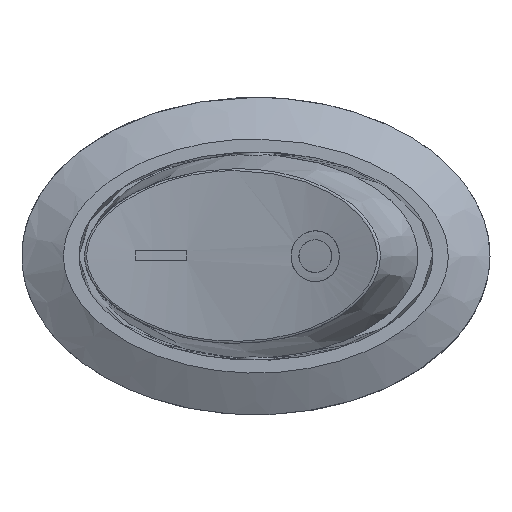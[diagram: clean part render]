
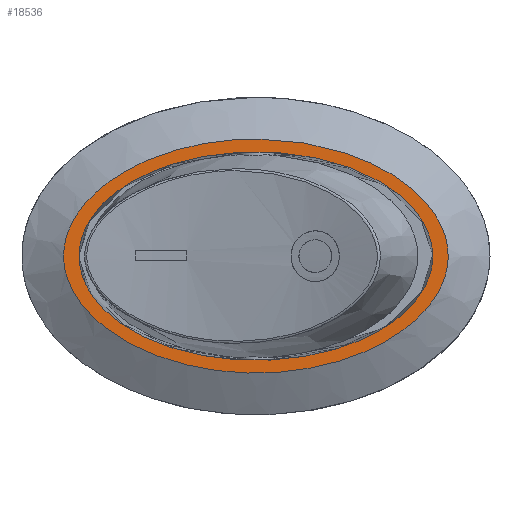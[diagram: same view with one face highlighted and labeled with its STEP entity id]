
A CAD part, top view. The second image highlights one B-rep face of the part: STEP entity #18536.
In plain terms, the highlighted planar face has unit normal (0, 0, 1).
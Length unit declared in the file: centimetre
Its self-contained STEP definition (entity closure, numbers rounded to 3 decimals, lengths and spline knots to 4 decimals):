
#1506=B_SPLINE_CURVE_WITH_KNOTS('',3,(#40665,#40666,#40667,#40668,#40669,
#40670,#40671,#40672,#40673,#40674,#40675,#40676,#40677,#40678,#40679,#40680,
#40681,#40682,#40683,#40684,#40685,#40686,#40687,#40688,#40689,#40690,#40691),
 .UNSPECIFIED.,.T.,.F.,(4,1,1,1,1,1,1,1,1,1,1,1,1,1,1,1,1,1,1,1,1,1,1,1,
4),(0.,0.1927,0.3854,0.7708,0.9636,
1.1563,1.2526,1.349,1.5417,1.7986,
2.3125,3.0834,3.3403,3.5973,3.8542,
3.9827,4.1112,4.2397,4.3681,4.6251,
4.7214,4.8178,5.0105,5.2032,5.3959),
 .UNSPECIFIED.);
#1802=ELLIPSE('',#19483,0.975,0.575);
#1920=FACE_BOUND('',#4042,.T.);
#2935=FACE_OUTER_BOUND('',#4041,.T.);
#4041=EDGE_LOOP('',(#16916));
#4042=EDGE_LOOP('',(#16917));
#8619=VERTEX_POINT('',#40542);
#8622=VERTEX_POINT('',#40660);
#11385=EDGE_CURVE('',#8619,#8619,#1802,.T.);
#11390=EDGE_CURVE('',#8622,#8622,#1506,.T.);
#16916=ORIENTED_EDGE('',*,*,#11390,.F.);
#16917=ORIENTED_EDGE('',*,*,#11385,.T.);
#17523=PLANE('',#19487);
#18536=ADVANCED_FACE('',(#2935,#1920),#17523,.F.);
#19483=AXIS2_PLACEMENT_3D('',#40543,#22704,#22705);
#19487=AXIS2_PLACEMENT_3D('',#40745,#22713,#22714);
#22704=DIRECTION('center_axis',(0.,0.,-1.));
#22705=DIRECTION('ref_axis',(1.,0.,0.));
#22713=DIRECTION('center_axis',(0.,0.,-1.));
#22714=DIRECTION('ref_axis',(-1.,0.,0.));
#40542=CARTESIAN_POINT('',(-0.975,0.,1.55));
#40543=CARTESIAN_POINT('Origin',(0.,0.,1.55));
#40660=CARTESIAN_POINT('',(0.,0.645,1.55));
#40665=CARTESIAN_POINT('Ctrl Pts',(0.,0.645,
1.55));
#40666=CARTESIAN_POINT('Ctrl Pts',(0.044,0.645,
1.55));
#40667=CARTESIAN_POINT('Ctrl Pts',(0.1287,0.6423,
1.55));
#40668=CARTESIAN_POINT('Ctrl Pts',(0.3916,0.6108,
1.55));
#40669=CARTESIAN_POINT('Ctrl Pts',(0.6929,0.5014,
1.55));
#40670=CARTESIAN_POINT('Ctrl Pts',(0.8985,0.3453,
1.55));
#40671=CARTESIAN_POINT('Ctrl Pts',(1.0027,0.2181,1.55));
#40672=CARTESIAN_POINT('Ctrl Pts',(1.051,0.0974,
1.55));
#40673=CARTESIAN_POINT('Ctrl Pts',(1.0693,-0.0328,
1.55));
#40674=CARTESIAN_POINT('Ctrl Pts',(1.0168,-0.2144,
1.55));
#40675=CARTESIAN_POINT('Ctrl Pts',(0.7923,-0.457,
1.55));
#40676=CARTESIAN_POINT('Ctrl Pts',(0.3075,-0.6602,
1.55));
#40677=CARTESIAN_POINT('Ctrl Pts',(-0.2202,-0.661,
1.55));
#40678=CARTESIAN_POINT('Ctrl Pts',(-0.6298,-0.5245,
1.55));
#40679=CARTESIAN_POINT('Ctrl Pts',(-0.8529,-0.3924,
1.55));
#40680=CARTESIAN_POINT('Ctrl Pts',(-1.0014,-0.2304,
1.55));
#40681=CARTESIAN_POINT('Ctrl Pts',(-1.062,-0.0658,
1.55));
#40682=CARTESIAN_POINT('Ctrl Pts',(-1.0616,0.0658,
1.55));
#40683=CARTESIAN_POINT('Ctrl Pts',(-1.017,0.1892,
1.55));
#40684=CARTESIAN_POINT('Ctrl Pts',(-0.9161,0.3308,
1.55));
#40685=CARTESIAN_POINT('Ctrl Pts',(-0.7889,0.4316,
1.55));
#40686=CARTESIAN_POINT('Ctrl Pts',(-0.6444,0.5094,
1.55));
#40687=CARTESIAN_POINT('Ctrl Pts',(-0.5067,0.5675,
1.55));
#40688=CARTESIAN_POINT('Ctrl Pts',(-0.3253,0.6179,
1.55));
#40689=CARTESIAN_POINT('Ctrl Pts',(-0.129,0.6426,
1.55));
#40690=CARTESIAN_POINT('Ctrl Pts',(-0.044,0.645,
1.55));
#40691=CARTESIAN_POINT('Ctrl Pts',(0.,0.645,
1.55));
#40745=CARTESIAN_POINT('Origin',(0.,0.,1.55));
